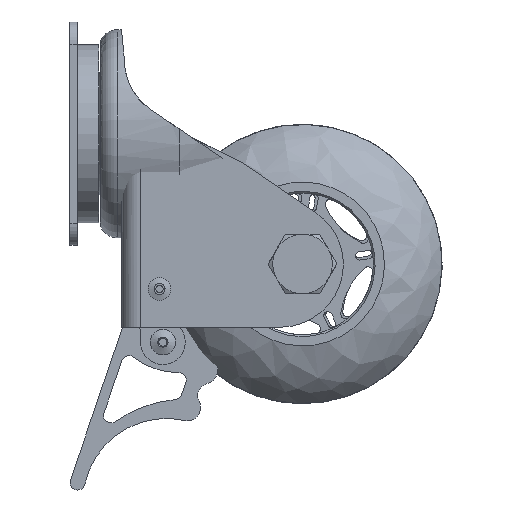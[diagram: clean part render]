
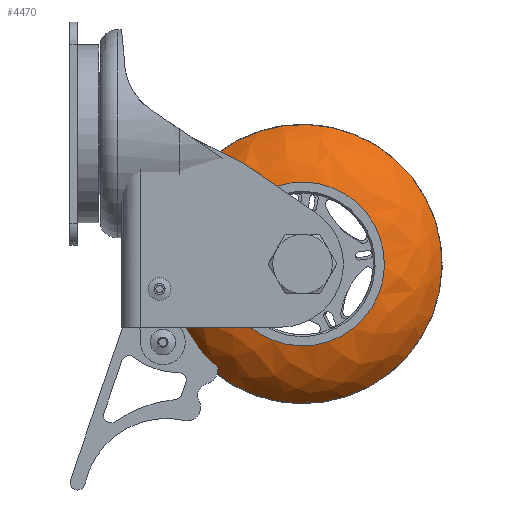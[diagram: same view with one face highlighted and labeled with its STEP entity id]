
A CAD part, left-side view. The second image highlights one B-rep face of the part: STEP entity #4470.
In plain terms, the highlighted free-form (B-spline) face has degree [2, 2] with [3, 9] control points.
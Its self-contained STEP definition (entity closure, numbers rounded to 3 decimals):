
#76=(
BOUNDED_CURVE()
B_SPLINE_CURVE(2,(#8457,#8458,#8459),.UNSPECIFIED.,.F.,.F.)
B_SPLINE_CURVE_WITH_KNOTS((3,3),(-1.387,-0.497),
 .UNSPECIFIED.)
CURVE()
GEOMETRIC_REPRESENTATION_ITEM()
RATIONAL_B_SPLINE_CURVE((1.,0.903,1.))
REPRESENTATION_ITEM('')
);
#160=(
BOUNDED_SURFACE()
B_SPLINE_SURFACE(2,2,((#8426,#8427,#8428,#8429,#8430,#8431,#8432,#8433,
#8434),(#8435,#8436,#8437,#8438,#8439,#8440,#8441,#8442,#8443),(#8444,#8445,
#8446,#8447,#8448,#8449,#8450,#8451,#8452)),.UNSPECIFIED.,.F.,.T.,.F.)
B_SPLINE_SURFACE_WITH_KNOTS((3,3),(3,2,2,2,3),(0.497,1.387),
(-3.142,-1.571,0.,1.571,3.142),
 .UNSPECIFIED.)
GEOMETRIC_REPRESENTATION_ITEM()
RATIONAL_B_SPLINE_SURFACE(((1.,0.707,1.,0.707,1.,
0.707,1.,0.707,1.),(0.903,0.638,
0.903,0.638,0.903,0.638,
0.903,0.638,0.903),(1.,0.707,
1.,0.707,1.,0.707,1.,0.707,1.)))
REPRESENTATION_ITEM('')
SURFACE()
);
#1159=FACE_OUTER_BOUND('',#1518,.T.);
#1518=EDGE_LOOP('',(#4053,#4054,#4055,#4056,#4057,#4058));
#1821=CIRCLE('',#5042,37.473);
#1822=CIRCLE('',#5043,37.473);
#1825=CIRCLE('',#5046,22.);
#1826=CIRCLE('',#5047,22.);
#2241=VERTEX_POINT('',#8388);
#2242=VERTEX_POINT('',#8389);
#2245=VERTEX_POINT('',#8453);
#2246=VERTEX_POINT('',#8454);
#2857=EDGE_CURVE('',#2241,#2242,#1821,.T.);
#2858=EDGE_CURVE('',#2242,#2241,#1822,.T.);
#2862=EDGE_CURVE('',#2245,#2246,#1825,.T.);
#2863=EDGE_CURVE('',#2246,#2245,#1826,.T.);
#2864=EDGE_CURVE('',#2246,#2242,#76,.T.);
#4053=ORIENTED_EDGE('',*,*,#2862,.F.);
#4054=ORIENTED_EDGE('',*,*,#2863,.F.);
#4055=ORIENTED_EDGE('',*,*,#2864,.T.);
#4056=ORIENTED_EDGE('',*,*,#2857,.F.);
#4057=ORIENTED_EDGE('',*,*,#2858,.F.);
#4058=ORIENTED_EDGE('',*,*,#2864,.F.);
#4470=ADVANCED_FACE('',(#1159),#160,.F.);
#5042=AXIS2_PLACEMENT_3D('',#8390,#6426,#6427);
#5043=AXIS2_PLACEMENT_3D('',#8391,#6428,#6429);
#5046=AXIS2_PLACEMENT_3D('',#8455,#6434,#6435);
#5047=AXIS2_PLACEMENT_3D('',#8456,#6436,#6437);
#6426=DIRECTION('center_axis',(0.,0.,1.));
#6427=DIRECTION('ref_axis',(0.,-1.,0.));
#6428=DIRECTION('center_axis',(0.,0.,1.));
#6429=DIRECTION('ref_axis',(0.,-1.,0.));
#6434=DIRECTION('center_axis',(0.,0.,-1.));
#6435=DIRECTION('ref_axis',(1.,0.,0.));
#6436=DIRECTION('center_axis',(0.,0.,-1.));
#6437=DIRECTION('ref_axis',(1.,0.,0.));
#8388=CARTESIAN_POINT('',(0.,37.473,-0.338));
#8389=CARTESIAN_POINT('',(37.473,0.,-0.338));
#8390=CARTESIAN_POINT('Origin',(0.,0.,-0.338));
#8391=CARTESIAN_POINT('Origin',(0.,0.,-0.338));
#8426=CARTESIAN_POINT('Ctrl Pts',(37.473,0.,-0.338));
#8427=CARTESIAN_POINT('Ctrl Pts',(37.473,-37.473,-0.338));
#8428=CARTESIAN_POINT('Ctrl Pts',(0.,-37.473,-0.338));
#8429=CARTESIAN_POINT('Ctrl Pts',(-37.473,-37.473,-0.338));
#8430=CARTESIAN_POINT('Ctrl Pts',(-37.473,0.,-0.338));
#8431=CARTESIAN_POINT('Ctrl Pts',(-37.473,37.473,-0.338));
#8432=CARTESIAN_POINT('Ctrl Pts',(0.,37.473,-0.338));
#8433=CARTESIAN_POINT('Ctrl Pts',(37.473,37.473,-0.338));
#8434=CARTESIAN_POINT('Ctrl Pts',(37.473,0.,-0.338));
#8435=CARTESIAN_POINT('Ctrl Pts',(32.421,0.,-9.658));
#8436=CARTESIAN_POINT('Ctrl Pts',(32.421,-32.421,-9.658));
#8437=CARTESIAN_POINT('Ctrl Pts',(0.,-32.421,-9.658));
#8438=CARTESIAN_POINT('Ctrl Pts',(-32.421,-32.421,-9.658));
#8439=CARTESIAN_POINT('Ctrl Pts',(-32.421,0.,-9.658));
#8440=CARTESIAN_POINT('Ctrl Pts',(-32.421,32.421,-9.658));
#8441=CARTESIAN_POINT('Ctrl Pts',(0.,32.421,-9.658));
#8442=CARTESIAN_POINT('Ctrl Pts',(32.421,32.421,-9.658));
#8443=CARTESIAN_POINT('Ctrl Pts',(32.421,0.,-9.658));
#8444=CARTESIAN_POINT('Ctrl Pts',(22.,0.,-11.6));
#8445=CARTESIAN_POINT('Ctrl Pts',(22.,-22.,-11.6));
#8446=CARTESIAN_POINT('Ctrl Pts',(0.,-22.,-11.6));
#8447=CARTESIAN_POINT('Ctrl Pts',(-22.,-22.,-11.6));
#8448=CARTESIAN_POINT('Ctrl Pts',(-22.,0.,-11.6));
#8449=CARTESIAN_POINT('Ctrl Pts',(-22.,22.,-11.6));
#8450=CARTESIAN_POINT('Ctrl Pts',(0.,22.,-11.6));
#8451=CARTESIAN_POINT('Ctrl Pts',(22.,22.,-11.6));
#8452=CARTESIAN_POINT('Ctrl Pts',(22.,0.,-11.6));
#8453=CARTESIAN_POINT('',(0.,22.,-11.6));
#8454=CARTESIAN_POINT('',(22.,0.,-11.6));
#8455=CARTESIAN_POINT('Origin',(0.,0.,-11.6));
#8456=CARTESIAN_POINT('Origin',(0.,0.,-11.6));
#8457=CARTESIAN_POINT('Ctrl Pts',(22.,0.,-11.6));
#8458=CARTESIAN_POINT('Ctrl Pts',(32.421,0.,-9.658));
#8459=CARTESIAN_POINT('Ctrl Pts',(37.473,0.,-0.338));
